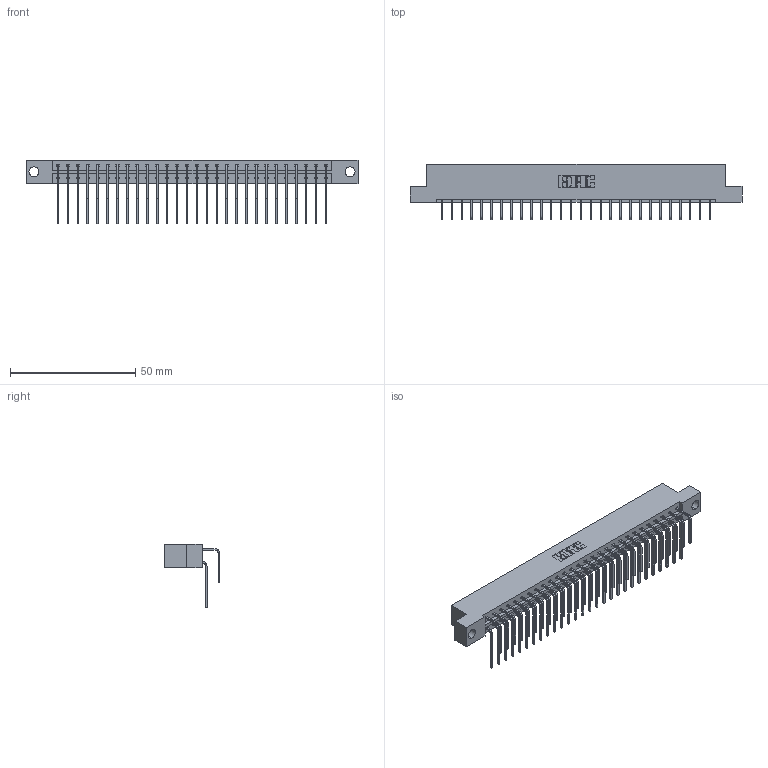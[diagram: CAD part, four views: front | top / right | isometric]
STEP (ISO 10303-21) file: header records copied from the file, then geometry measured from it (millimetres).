
FILE_DESCRIPTION (( 'STEP AP203' ), '1' );
FILE_NAME ('833-056-558-204.STEP', '2020-06-04T23:25:29', ( '' ), ( '' ), 'SwSTEP 2.0', 'SolidWorks 2020', '' );
FILE_SCHEMA (( 'CONFIG_CONTROL_DESIGN' ));
Length unit declared in the file: inch
Products named in the file (4): 345-292-001_558 559 Tail - 1; 833-056-558-204; 833 Part_Flush - .156 Dia - TH; 345-292-001_558 Tail - 2
Assembly tree (57 placements, depth 2):
  833-056-558-204
    833 Part_Flush - .156 Dia - TH
    345-292-001_558 559 Tail - 1  x28
    345-292-001_558 Tail - 2  x28
Bounding box: 132.49 x 22.17 x 25.53 mm (x, y, z)
Volume: 13630.4 mm3; surface area: 17372.6 mm2
Topology: 57 solids, 57 shells, 3138 faces, 9327 edges, 6142 vertices
Faces by surface type: plane 2198, cylinder 940
Entity records: 21611 total; most frequent: CARTESIAN_POINT 3649, ORIENTED_EDGE 3534, DIRECTION 3123, EDGE_CURVE 1767, LINE 1599, VECTOR 1599, VERTEX_POINT 1174, AXIS2_PLACEMENT_3D 762
